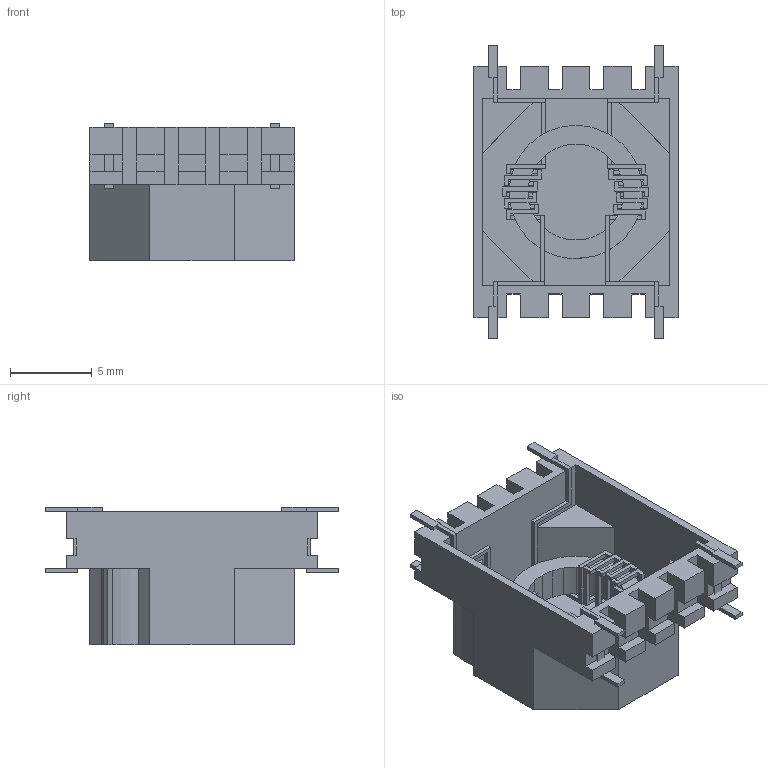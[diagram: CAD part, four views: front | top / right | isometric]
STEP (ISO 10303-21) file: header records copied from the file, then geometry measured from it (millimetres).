
FILE_DESCRIPTION(('FreeCAD Model'),'2;1');
FILE_NAME('X00SMD.stp', '2014-07-15T09:27:53',('FreeCAD'),('FreeCAD'), 'Open CASCADE STEP processor 6.3','FreeCAD','Unknown');
FILE_SCHEMA(('AUTOMOTIVE_DESIGN_CC2 { 1 2 10303 214 -1 1 5 4 }'));
Products named in the file (2): X00SMD001; X00SMD
Bounding box: 12.5 x 18 x 8.45 mm (x, y, z)
Volume: 400.7 mm3; surface area: 1499.2 mm2
Topology: 2 solids, 2 shells, 825 faces, 2456 edges, 1628 vertices
Faces by surface type: plane 422, cylinder 403
Entity records: 69191 total; most frequent: CARTESIAN_POINT 23372, DIRECTION 7880, ORIENTED_EDGE 4912, PCURVE 4912, DEFINITIONAL_REPRESENTATION 4912, LINE 4116, VECTOR 4116, EDGE_CURVE 2456
